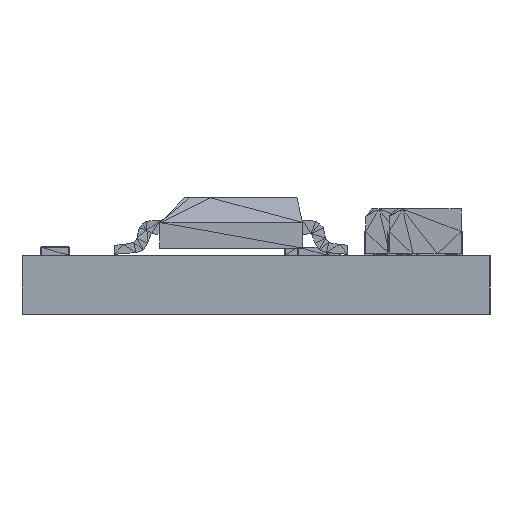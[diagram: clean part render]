
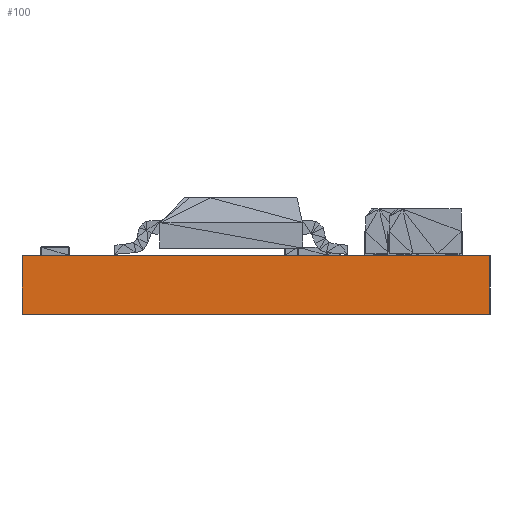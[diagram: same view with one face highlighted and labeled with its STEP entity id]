
A CAD part, front view. The second image highlights one B-rep face of the part: STEP entity #100.
In plain terms, the highlighted planar face has unit normal (-0.002, -1, 0).
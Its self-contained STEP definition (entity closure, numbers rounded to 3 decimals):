
#75 = VERTEX_POINT('',#76);
#76 = CARTESIAN_POINT('',(67.871,43.844,-1.6));
#82 = EDGE_CURVE('',#83,#75,#85,.T.);
#83 = VERTEX_POINT('',#84);
#84 = CARTESIAN_POINT('',(67.871,43.844,0.));
#85 = LINE('',#86,#87);
#86 = CARTESIAN_POINT('',(67.871,43.844,0.));
#87 = VECTOR('',#88,1.);
#88 = DIRECTION('',(0.,0.,-1.));
#100 = ADVANCED_FACE('',(#101),#126,.T.);
#101 = FACE_BOUND('',#102,.T.);
#102 = EDGE_LOOP('',(#103,#104,#112,#120));
#103 = ORIENTED_EDGE('',*,*,#82,.T.);
#104 = ORIENTED_EDGE('',*,*,#105,.T.);
#105 = EDGE_CURVE('',#75,#106,#108,.T.);
#106 = VERTEX_POINT('',#107);
#107 = CARTESIAN_POINT('',(80.645,43.815,-1.6));
#108 = LINE('',#109,#110);
#109 = CARTESIAN_POINT('',(67.871,43.844,-1.6));
#110 = VECTOR('',#111,1.);
#111 = DIRECTION('',(1.,-0.002,0.));
#112 = ORIENTED_EDGE('',*,*,#113,.F.);
#113 = EDGE_CURVE('',#114,#106,#116,.T.);
#114 = VERTEX_POINT('',#115);
#115 = CARTESIAN_POINT('',(80.645,43.815,0.));
#116 = LINE('',#117,#118);
#117 = CARTESIAN_POINT('',(80.645,43.815,0.));
#118 = VECTOR('',#119,1.);
#119 = DIRECTION('',(0.,0.,-1.));
#120 = ORIENTED_EDGE('',*,*,#121,.F.);
#121 = EDGE_CURVE('',#83,#114,#122,.T.);
#122 = LINE('',#123,#124);
#123 = CARTESIAN_POINT('',(67.871,43.844,0.));
#124 = VECTOR('',#125,1.);
#125 = DIRECTION('',(1.,-0.002,0.));
#126 = PLANE('',#127);
#127 = AXIS2_PLACEMENT_3D('',#128,#129,#130);
#128 = CARTESIAN_POINT('',(67.871,43.844,0.));
#129 = DIRECTION('',(-0.002,-1.,0.));
#130 = DIRECTION('',(1.,-0.002,0.));
